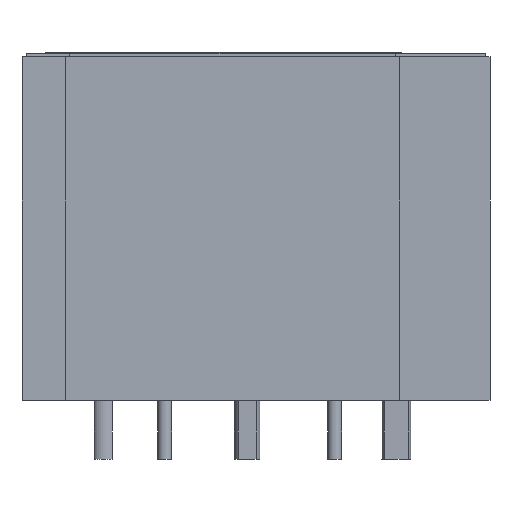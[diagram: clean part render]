
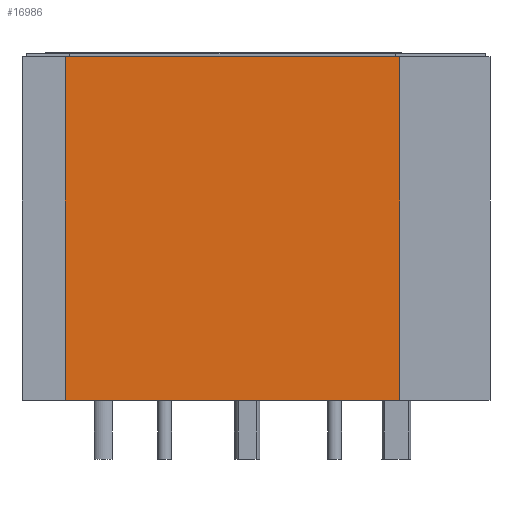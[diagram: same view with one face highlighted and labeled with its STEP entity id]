
A CAD part, front view. The second image highlights one B-rep face of the part: STEP entity #16986.
In plain terms, the highlighted planar face has unit normal (0, -1, 0).
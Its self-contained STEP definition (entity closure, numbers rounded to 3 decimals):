
#1312=PLANE('',#17780);
#1913=LINE('',#20421,#2581);
#1931=LINE('',#20457,#2599);
#1932=LINE('',#20459,#2600);
#1933=LINE('',#20461,#2601);
#2581=VECTOR('',#18472,1000.);
#2599=VECTOR('',#18494,1000.);
#2600=VECTOR('',#18497,1000.);
#2601=VECTOR('',#18498,1000.);
#3295=ORIENTED_EDGE('',*,*,#6899,.F.);
#3296=ORIENTED_EDGE('',*,*,#6900,.T.);
#3297=ORIENTED_EDGE('',*,*,#6901,.T.);
#3298=ORIENTED_EDGE('',*,*,#6881,.F.);
#6881=EDGE_CURVE('',#8681,#8682,#1913,.T.);
#6899=EDGE_CURVE('',#8697,#8681,#1931,.T.);
#6900=EDGE_CURVE('',#8697,#8698,#1932,.T.);
#6901=EDGE_CURVE('',#8698,#8682,#1933,.T.);
#8681=VERTEX_POINT('',#20420);
#8682=VERTEX_POINT('',#20422);
#8697=VERTEX_POINT('',#20456);
#8698=VERTEX_POINT('',#20460);
#9911=EDGE_LOOP('',(#3295,#3296,#3297,#3298));
#10801=FACE_BOUND('',#9911,.T.);
#16986=ADVANCED_FACE('',(#10801),#1312,.T.);
#17780=AXIS2_PLACEMENT_3D('',#20458,#18495,#18496);
#18472=DIRECTION('',(-1.,0.,0.));
#18494=DIRECTION('',(0.,0.,-1.));
#18495=DIRECTION('',(0.,-1.,0.));
#18496=DIRECTION('',(1.,0.,0.));
#18497=DIRECTION('',(-1.,0.,0.));
#18498=DIRECTION('',(0.,0.,-1.));
#20420=CARTESIAN_POINT('',(21.844,0.,0.));
#20421=CARTESIAN_POINT('',(21.844,0.,0.));
#20422=CARTESIAN_POINT('',(2.515,0.,0.));
#20456=CARTESIAN_POINT('',(21.844,0.,19.888));
#20457=CARTESIAN_POINT('',(21.844,0.,20.091));
#20458=CARTESIAN_POINT('',(21.844,0.,20.091));
#20459=CARTESIAN_POINT('',(21.844,0.,19.888));
#20460=CARTESIAN_POINT('',(2.515,0.,19.888));
#20461=CARTESIAN_POINT('',(2.515,0.,20.091));
